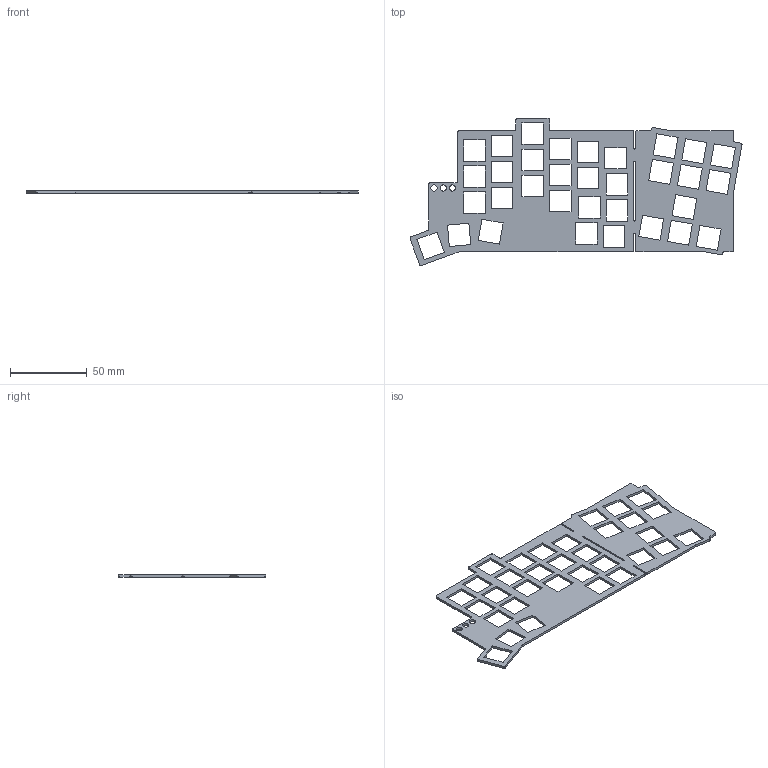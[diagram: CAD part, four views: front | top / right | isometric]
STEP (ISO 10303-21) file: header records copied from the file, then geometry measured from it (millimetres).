
FILE_DESCRIPTION(('KiCad electronic assembly'),'2;1');
FILE_NAME('right-keyboard.step','2023-10-21T22:05:32',('Pcbnew'),( 'Kicad'),'Open CASCADE STEP processor 7.6','KiCad to STEP converter' ,'Unknown');
FILE_SCHEMA(('AUTOMOTIVE_DESIGN { 1 0 10303 214 1 1 1 1 }'));
Length unit declared in the file: millimetre
Products named in the file (2): right-keyboard 1; plate PCB
Assembly tree (1 placements, depth 2):
  right-keyboard 1
    plate PCB
Bounding box: 216.59 x 96.04 x 1.6 mm (x, y, z)
Volume: 14510.2 mm3; surface area: 22315.2 mm2
Topology: 1 solids, 1 shells, 390 faces, 1164 edges, 776 vertices
Faces by surface type: plane 387, cylinder 3
Full cylindrical faces by diameter (mm): 4 x3
Entity records: 28179 total; most frequent: CARTESIAN_POINT 4696, DIRECTION 4276, LINE 3480, VECTOR 3480, ORIENTED_EDGE 2328, PCURVE 2328, DEFINITIONAL_REPRESENTATION 2328, EDGE_CURVE 1164
